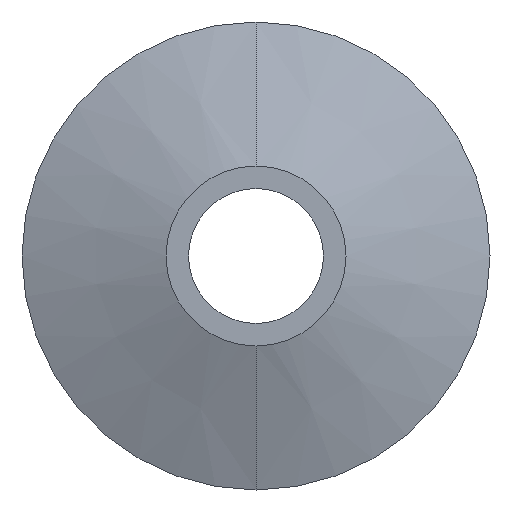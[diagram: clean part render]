
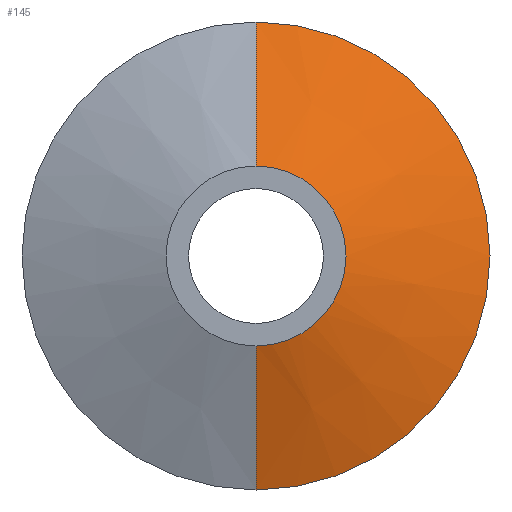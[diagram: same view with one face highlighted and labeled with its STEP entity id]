
A CAD part, front view. The second image highlights one B-rep face of the part: STEP entity #145.
In plain terms, the highlighted conical face has half-angle 70 degrees and reference radius 2 mm.
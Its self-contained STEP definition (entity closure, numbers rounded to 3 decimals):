
#20 = LINE ( 'NONE', #585, #458 ) ;
#24 = EDGE_LOOP ( 'NONE', ( #526, #76, #40, #82 ) ) ;
#40 = ORIENTED_EDGE ( 'NONE', *, *, #162, .F. ) ;
#76 = ORIENTED_EDGE ( 'NONE', *, *, #515, .T. ) ;
#78 = EDGE_CURVE ( 'NONE', #627, #345, #20, .T. ) ;
#80 = DIRECTION ( 'NONE',  ( 0., 1., 0. ) ) ;
#82 = ORIENTED_EDGE ( 'NONE', *, *, #78, .F. ) ;
#85 = VERTEX_POINT ( 'NONE', #259 ) ;
#100 = CARTESIAN_POINT ( 'NONE',  ( 0., -14.3, 0. ) ) ;
#105 = DIRECTION ( 'NONE',  ( 0., 1., 0. ) ) ;
#133 = DIRECTION ( 'NONE',  ( 0., 0., 1. ) ) ;
#145 = ADVANCED_FACE ( 'NONE', ( #451 ), #405, .T. ) ;
#162 = EDGE_CURVE ( 'NONE', #345, #285, #223, .T. ) ;
#177 = VECTOR ( 'NONE', #501, 1000. ) ;
#185 = LINE ( 'NONE', #194, #177 ) ;
#194 = CARTESIAN_POINT ( 'NONE',  ( 0., -14.3, -2. ) ) ;
#221 = EDGE_CURVE ( 'NONE', #627, #85, #619, .T. ) ;
#223 = CIRCLE ( 'NONE', #681, 5.2 ) ;
#241 = CARTESIAN_POINT ( 'NONE',  ( 0., -14.3, 0. ) ) ;
#259 = CARTESIAN_POINT ( 'NONE',  ( 0., -14.3, -2. ) ) ;
#285 = VERTEX_POINT ( 'NONE', #544 ) ;
#296 = CARTESIAN_POINT ( 'NONE',  ( 0., -14.3, 2. ) ) ;
#325 = CARTESIAN_POINT ( 'NONE',  ( 0., -13.135, 0. ) ) ;
#345 = VERTEX_POINT ( 'NONE', #509 ) ;
#346 = DIRECTION ( 'NONE',  ( 0., 0., 1. ) ) ;
#405 = CONICAL_SURFACE ( 'NONE', #506, 2., 1.222 ) ;
#443 = AXIS2_PLACEMENT_3D ( 'NONE', #100, #105, #346 ) ;
#451 = FACE_OUTER_BOUND ( 'NONE', #24, .T. ) ;
#458 = VECTOR ( 'NONE', #601, 1000. ) ;
#501 = DIRECTION ( 'NONE',  ( 0., 0.342, -0.94 ) ) ;
#506 = AXIS2_PLACEMENT_3D ( 'NONE', #241, #80, #623 ) ;
#509 = CARTESIAN_POINT ( 'NONE',  ( 0., -13.135, 5.2 ) ) ;
#515 = EDGE_CURVE ( 'NONE', #85, #285, #185, .T. ) ;
#526 = ORIENTED_EDGE ( 'NONE', *, *, #221, .T. ) ;
#544 = CARTESIAN_POINT ( 'NONE',  ( 0., -13.135, -5.2 ) ) ;
#548 = DIRECTION ( 'NONE',  ( 0., 1., 0. ) ) ;
#585 = CARTESIAN_POINT ( 'NONE',  ( 0., -14.3, 2. ) ) ;
#601 = DIRECTION ( 'NONE',  ( 0., 0.342, 0.94 ) ) ;
#619 = CIRCLE ( 'NONE', #443, 2. ) ;
#623 = DIRECTION ( 'NONE',  ( 0., 0., 1. ) ) ;
#627 = VERTEX_POINT ( 'NONE', #296 ) ;
#681 = AXIS2_PLACEMENT_3D ( 'NONE', #325, #548, #133 ) ;
